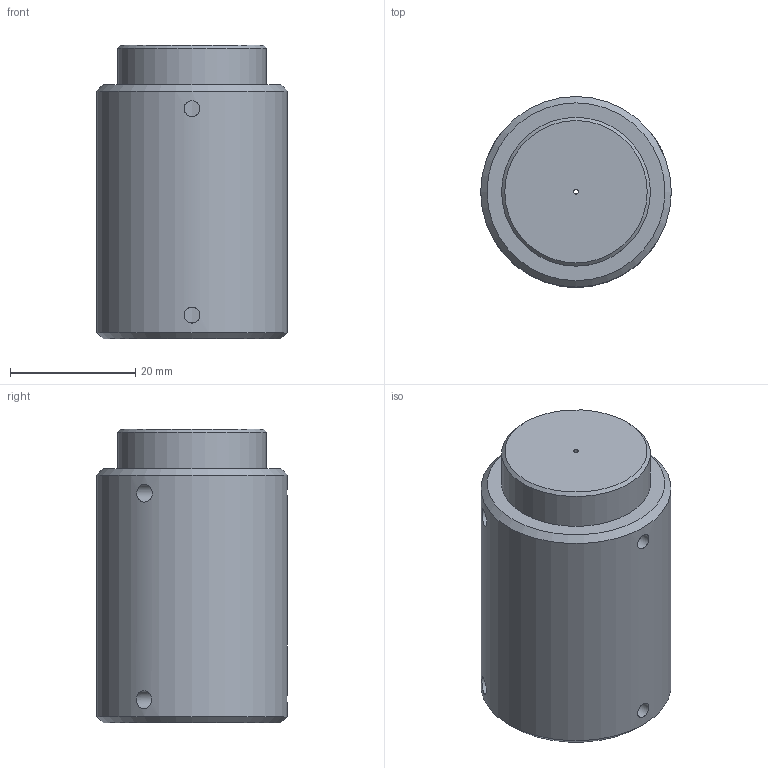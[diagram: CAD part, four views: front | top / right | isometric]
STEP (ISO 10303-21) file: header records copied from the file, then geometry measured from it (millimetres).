
FILE_DESCRIPTION(/* description */ (''),/* implementation_level */ '2;1');
FILE_NAME(/* name */ 'laserfocus_draft3.stp',/* time_stamp */ '2019-07-01T11:18:38-05:00',/* author */ ('Saumya'),/* organization */ (''),/* preprocessor_version */ 'ST-DEVELOPER v17',/* originating_system */ 'Autodesk Inventor 2019',/* authorisation */ '');
FILE_SCHEMA (('AUTOMOTIVE_DESIGN { 1 0 10303 214 3 1 1 }'));
Length unit declared in the file: inch
Products named in the file (1): laserfocus
Bounding box: 30.48 x 30.48 x 46.99 mm (x, y, z)
Volume: 24187.7 mm3; surface area: 8046.7 mm2
Topology: 1 solids, 1 shells, 17 faces, 55 edges, 41 vertices
Faces by surface type: cylinder 10, cone 4, plane 3
Full cylindrical faces by diameter (mm): 0.762 x1, 2.54 x2, 2.845 x4, 15.24 x1, 23.8 x1, 30.48 x1
Entity records: 1072 total; most frequent: CARTESIAN_POINT 546, ORIENTED_EDGE 106, DIRECTION 80, EDGE_CURVE 53, VERTEX_POINT 39, AXIS2_PLACEMENT_3D 33, EDGE_LOOP 32, B_SPLINE_CURVE_WITH_KNOTS 26
